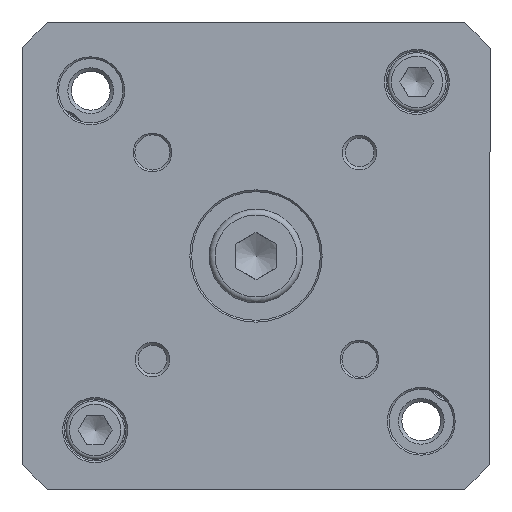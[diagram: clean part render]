
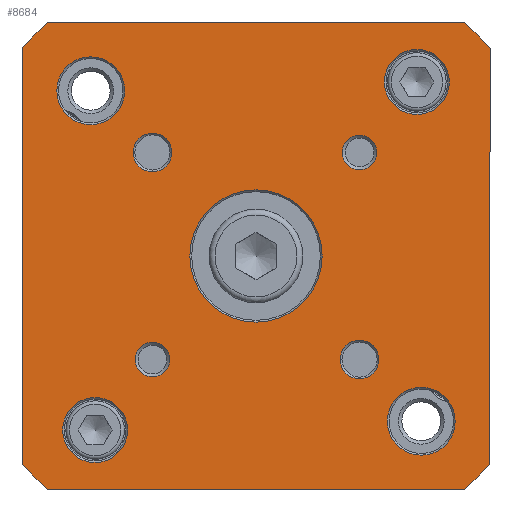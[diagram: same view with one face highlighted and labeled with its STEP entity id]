
A CAD part, front view. The second image highlights one B-rep face of the part: STEP entity #8684.
In plain terms, the highlighted planar face has unit normal (0, -1, 0).
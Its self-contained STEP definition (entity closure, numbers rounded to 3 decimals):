
#8506=CARTESIAN_POINT('',(-11.3,-111.55,0.));
#8507=VERTEX_POINT('',#8506);
#8508=CARTESIAN_POINT('',(0.,-111.55,0.));
#8509=DIRECTION('',(0.0,-1.0,0.0));
#8510=DIRECTION('',(1.0,0.0,0.0));
#8511=AXIS2_PLACEMENT_3D('',#8508,#8509,#8510);
#8512=CIRCLE('',#8511,11.3);
#8513=EDGE_CURVE('',#8507,#8507,#8512,.T.);
#8518=CARTESIAN_POINT('',(0.,-111.55,0.));
#8519=DIRECTION('',(0.0,-1.0,0.0));
#8520=DIRECTION('',(0.0,0.0,-1.0));
#8521=AXIS2_PLACEMENT_3D('',#8518,#8519,#8520);
#8522=PLANE('',#8521);
#8523=CARTESIAN_POINT('',(-40.,-111.55,35.528));
#8524=VERTEX_POINT('',#8523);
#8525=CARTESIAN_POINT('',(-35.528,-111.55,40.0));
#8526=VERTEX_POINT('',#8525);
#8527=CARTESIAN_POINT('',(0.,-111.55,0.));
#8528=DIRECTION('',(0.0,1.0,0.0));
#8529=DIRECTION('',(-0.664,0.0,0.748));
#8530=AXIS2_PLACEMENT_3D('',#8527,#8528,#8529);
#8531=CIRCLE('',#8530,53.5);
#8532=EDGE_CURVE('',#8524,#8526,#8531,.T.);
#8533=ORIENTED_EDGE('',*,*,#8532,.F.);
#8534=CARTESIAN_POINT('',(-40.,-111.55,-35.528));
#8535=VERTEX_POINT('',#8534);
#8536=CARTESIAN_POINT('',(-40.,-111.55,-35.528));
#8537=DIRECTION('',(0.0,0.0,1.0));
#8538=VECTOR('',#8537,71.056);
#8539=LINE('',#8536,#8538);
#8540=EDGE_CURVE('',#8535,#8524,#8539,.T.);
#8541=ORIENTED_EDGE('',*,*,#8540,.F.);
#8542=CARTESIAN_POINT('',(-35.528,-111.55,-40.));
#8543=VERTEX_POINT('',#8542);
#8544=CARTESIAN_POINT('',(0.,-111.55,0.));
#8545=DIRECTION('',(0.0,1.0,0.0));
#8546=DIRECTION('',(-0.748,0.0,-0.664));
#8547=AXIS2_PLACEMENT_3D('',#8544,#8545,#8546);
#8548=CIRCLE('',#8547,53.5);
#8549=EDGE_CURVE('',#8543,#8535,#8548,.T.);
#8550=ORIENTED_EDGE('',*,*,#8549,.F.);
#8551=CARTESIAN_POINT('',(35.528,-111.55,-40.));
#8552=VERTEX_POINT('',#8551);
#8553=CARTESIAN_POINT('',(35.528,-111.55,-40.));
#8554=DIRECTION('',(-1.0,0.0,0.0));
#8555=VECTOR('',#8554,71.056);
#8556=LINE('',#8553,#8555);
#8557=EDGE_CURVE('',#8552,#8543,#8556,.T.);
#8558=ORIENTED_EDGE('',*,*,#8557,.F.);
#8559=CARTESIAN_POINT('',(40.,-111.55,-35.528));
#8560=VERTEX_POINT('',#8559);
#8561=CARTESIAN_POINT('',(0.,-111.55,0.));
#8562=DIRECTION('',(0.0,1.0,0.0));
#8563=DIRECTION('',(0.664,0.0,-0.748));
#8564=AXIS2_PLACEMENT_3D('',#8561,#8562,#8563);
#8565=CIRCLE('',#8564,53.5);
#8566=EDGE_CURVE('',#8560,#8552,#8565,.T.);
#8567=ORIENTED_EDGE('',*,*,#8566,.F.);
#8568=CARTESIAN_POINT('',(40.,-111.55,35.528));
#8569=VERTEX_POINT('',#8568);
#8570=CARTESIAN_POINT('',(40.,-111.55,35.528));
#8571=DIRECTION('',(0.0,0.0,-1.0));
#8572=VECTOR('',#8571,71.056);
#8573=LINE('',#8570,#8572);
#8574=EDGE_CURVE('',#8569,#8560,#8573,.T.);
#8575=ORIENTED_EDGE('',*,*,#8574,.F.);
#8576=CARTESIAN_POINT('',(35.528,-111.55,40.));
#8577=VERTEX_POINT('',#8576);
#8578=CARTESIAN_POINT('',(0.,-111.55,0.));
#8579=DIRECTION('',(0.0,1.0,0.0));
#8580=DIRECTION('',(0.748,0.0,0.664));
#8581=AXIS2_PLACEMENT_3D('',#8578,#8579,#8580);
#8582=CIRCLE('',#8581,53.5);
#8583=EDGE_CURVE('',#8577,#8569,#8582,.T.);
#8584=ORIENTED_EDGE('',*,*,#8583,.F.);
#8585=CARTESIAN_POINT('',(-35.528,-111.55,40.0));
#8586=DIRECTION('',(1.0,0.0,0.0));
#8587=VECTOR('',#8586,71.056);
#8588=LINE('',#8585,#8587);
#8589=EDGE_CURVE('',#8526,#8577,#8588,.T.);
#8590=ORIENTED_EDGE('',*,*,#8589,.F.);
#8591=EDGE_LOOP('',(#8533,#8541,#8550,#8558,#8567,#8575,#8584,#8590));
#8592=FACE_OUTER_BOUND('',#8591,.T.);
#8593=CARTESIAN_POINT('',(-33.05,-111.55,-29.75));
#8594=VERTEX_POINT('',#8593);
#8595=CARTESIAN_POINT('',(-27.5,-111.55,-29.75));
#8596=DIRECTION('',(0.0,-1.0,0.0));
#8597=DIRECTION('',(1.0,0.0,0.0));
#8598=AXIS2_PLACEMENT_3D('',#8595,#8596,#8597);
#8599=CIRCLE('',#8598,5.55);
#8600=EDGE_CURVE('',#8594,#8594,#8599,.T.);
#8601=ORIENTED_EDGE('',*,*,#8600,.F.);
#8602=EDGE_LOOP('',(#8601));
#8603=FACE_BOUND('',#8602,.T.);
#8604=CARTESIAN_POINT('',(20.659,-111.55,17.7));
#8605=VERTEX_POINT('',#8604);
#8606=CARTESIAN_POINT('',(17.7,-111.55,17.7));
#8607=DIRECTION('',(0.0,-1.0,0.0));
#8608=DIRECTION('',(-1.0,0.0,0.0));
#8609=AXIS2_PLACEMENT_3D('',#8606,#8607,#8608);
#8610=CIRCLE('',#8609,2.959);
#8611=EDGE_CURVE('',#8605,#8605,#8610,.T.);
#8612=ORIENTED_EDGE('',*,*,#8611,.F.);
#8613=EDGE_LOOP('',(#8612));
#8614=FACE_BOUND('',#8613,.T.);
#8615=CARTESIAN_POINT('',(22.45,-111.55,-28.25));
#8616=VERTEX_POINT('',#8615);
#8617=CARTESIAN_POINT('',(28.25,-111.55,-28.25));
#8618=DIRECTION('',(0.0,-1.0,0.0));
#8619=DIRECTION('',(1.0,0.0,0.0));
#8620=AXIS2_PLACEMENT_3D('',#8617,#8618,#8619);
#8621=CIRCLE('',#8620,5.8);
#8622=EDGE_CURVE('',#8616,#8616,#8621,.T.);
#8623=ORIENTED_EDGE('',*,*,#8622,.F.);
#8624=EDGE_LOOP('',(#8623));
#8625=FACE_BOUND('',#8624,.T.);
#8626=CARTESIAN_POINT('',(14.4,-111.55,-17.7));
#8627=VERTEX_POINT('',#8626);
#8628=CARTESIAN_POINT('',(17.7,-111.55,-17.7));
#8629=DIRECTION('',(0.0,-1.0,0.0));
#8630=DIRECTION('',(1.0,0.0,0.0));
#8631=AXIS2_PLACEMENT_3D('',#8628,#8629,#8630);
#8632=CIRCLE('',#8631,3.3);
#8633=EDGE_CURVE('',#8627,#8627,#8632,.T.);
#8634=ORIENTED_EDGE('',*,*,#8633,.F.);
#8635=EDGE_LOOP('',(#8634));
#8636=FACE_BOUND('',#8635,.T.);
#8637=CARTESIAN_POINT('',(-21.0,-111.55,17.7));
#8638=VERTEX_POINT('',#8637);
#8639=CARTESIAN_POINT('',(-17.7,-111.55,17.7));
#8640=DIRECTION('',(0.0,-1.0,0.0));
#8641=DIRECTION('',(1.0,0.0,0.0));
#8642=AXIS2_PLACEMENT_3D('',#8639,#8640,#8641);
#8643=CIRCLE('',#8642,3.3);
#8644=EDGE_CURVE('',#8638,#8638,#8643,.T.);
#8645=ORIENTED_EDGE('',*,*,#8644,.F.);
#8646=EDGE_LOOP('',(#8645));
#8647=FACE_BOUND('',#8646,.T.);
#8648=CARTESIAN_POINT('',(-34.05,-111.55,28.25));
#8649=VERTEX_POINT('',#8648);
#8650=CARTESIAN_POINT('',(-28.25,-111.55,28.25));
#8651=DIRECTION('',(0.0,-1.0,0.0));
#8652=DIRECTION('',(1.0,0.0,0.0));
#8653=AXIS2_PLACEMENT_3D('',#8650,#8651,#8652);
#8654=CIRCLE('',#8653,5.8);
#8655=EDGE_CURVE('',#8649,#8649,#8654,.T.);
#8656=ORIENTED_EDGE('',*,*,#8655,.F.);
#8657=EDGE_LOOP('',(#8656));
#8658=FACE_BOUND('',#8657,.T.);
#8659=CARTESIAN_POINT('',(-14.742,-111.55,-17.7));
#8660=VERTEX_POINT('',#8659);
#8661=CARTESIAN_POINT('',(-17.7,-111.55,-17.7));
#8662=DIRECTION('',(0.0,-1.0,0.0));
#8663=DIRECTION('',(-1.0,0.0,0.0));
#8664=AXIS2_PLACEMENT_3D('',#8661,#8662,#8663);
#8665=CIRCLE('',#8664,2.958);
#8666=EDGE_CURVE('',#8660,#8660,#8665,.T.);
#8667=ORIENTED_EDGE('',*,*,#8666,.F.);
#8668=EDGE_LOOP('',(#8667));
#8669=FACE_BOUND('',#8668,.T.);
#8670=CARTESIAN_POINT('',(21.95,-111.55,29.75));
#8671=VERTEX_POINT('',#8670);
#8672=CARTESIAN_POINT('',(27.5,-111.55,29.75));
#8673=DIRECTION('',(0.0,-1.0,0.0));
#8674=DIRECTION('',(1.0,0.0,0.0));
#8675=AXIS2_PLACEMENT_3D('',#8672,#8673,#8674);
#8676=CIRCLE('',#8675,5.55);
#8677=EDGE_CURVE('',#8671,#8671,#8676,.T.);
#8678=ORIENTED_EDGE('',*,*,#8677,.F.);
#8679=EDGE_LOOP('',(#8678));
#8680=FACE_BOUND('',#8679,.T.);
#8681=ORIENTED_EDGE('',*,*,#8513,.F.);
#8682=EDGE_LOOP('',(#8681));
#8683=FACE_BOUND('',#8682,.T.);
#8684=ADVANCED_FACE('',(#8592,#8603,#8614,#8625,#8636,#8647,#8658,#8669,#8680,#8683),#8522,.T.);
